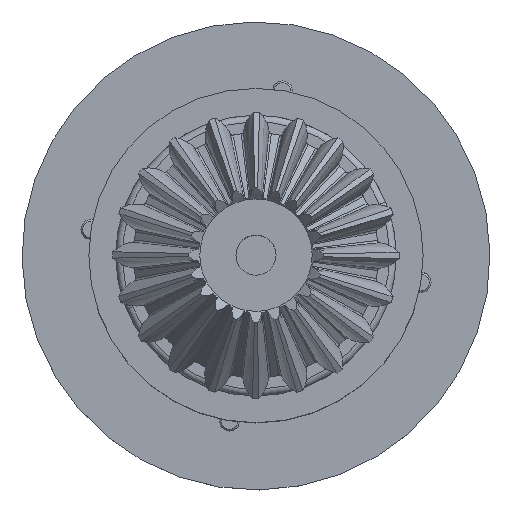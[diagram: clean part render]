
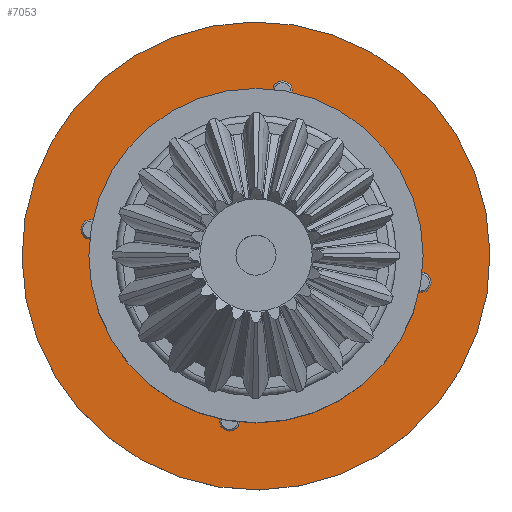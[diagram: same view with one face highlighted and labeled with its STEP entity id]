
A CAD part, top view. The second image highlights one B-rep face of the part: STEP entity #7053.
In plain terms, the highlighted planar face has unit normal (0, 0, 1).
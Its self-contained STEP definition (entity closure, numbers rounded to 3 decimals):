
#6 = FACE_BOUND ( 'NONE', #718, .T. ) ;
#60 = DIRECTION ( 'NONE',  ( 0., 0., 1. ) ) ;
#312 = DIRECTION ( 'NONE',  ( 0., 0., 1. ) ) ;
#346 = DIRECTION ( 'NONE',  ( 0., 0., 1. ) ) ;
#374 = CARTESIAN_POINT ( 'NONE',  ( -3.961, -24.684, -9. ) ) ;
#458 = CARTESIAN_POINT ( 'NONE',  ( 23.203, -3.723, -9. ) ) ;
#603 = VERTEX_POINT ( 'NONE', #458 ) ;
#617 = AXIS2_PLACEMENT_3D ( 'NONE', #4862, #60, #9368 ) ;
#715 = DIRECTION ( 'NONE',  ( 0.987, -0.158, 0. ) ) ;
#718 = EDGE_LOOP ( 'NONE', ( #9301, #5664 ) ) ;
#795 = FACE_OUTER_BOUND ( 'NONE', #1883, .T. ) ;
#845 = AXIS2_PLACEMENT_3D ( 'NONE', #2824, #6788, #3902 ) ;
#1045 = AXIS2_PLACEMENT_3D ( 'NONE', #11766, #7902, #5140 ) ;
#1073 = VERTEX_POINT ( 'NONE', #9192 ) ;
#1136 = DIRECTION ( 'NONE',  ( 0.987, -0.158, 0. ) ) ;
#1180 = EDGE_LOOP ( 'NONE', ( #6930, #5761 ) ) ;
#1290 = CARTESIAN_POINT ( 'NONE',  ( -20.735, 3.327, -9. ) ) ;
#1422 = AXIS2_PLACEMENT_3D ( 'NONE', #8732, #346, #7803 ) ;
#1581 = ORIENTED_EDGE ( 'NONE', *, *, #3641, .F. ) ;
#1746 = AXIS2_PLACEMENT_3D ( 'NONE', #6583, #5610, #8490 ) ;
#1883 = EDGE_LOOP ( 'NONE', ( #10879, #1581 ) ) ;
#2038 = AXIS2_PLACEMENT_3D ( 'NONE', #5472, #7255, #715 ) ;
#2226 = DIRECTION ( 'NONE',  ( 0.158, 0.987, 0. ) ) ;
#2253 = ORIENTED_EDGE ( 'NONE', *, *, #4868, .F. ) ;
#2308 = ORIENTED_EDGE ( 'NONE', *, *, #2674, .F. ) ;
#2442 = CARTESIAN_POINT ( 'NONE',  ( 26.165, -4.199, -9. ) ) ;
#2592 = CIRCLE ( 'NONE', #617, 1.5 ) ;
#2622 = CARTESIAN_POINT ( 'NONE',  ( 3.723, 23.203, -9. ) ) ;
#2674 = EDGE_CURVE ( 'NONE', #7651, #9287, #2592, .T. ) ;
#2824 = CARTESIAN_POINT ( 'NONE',  ( 0., 0., -9. ) ) ;
#2956 = EDGE_CURVE ( 'NONE', #9345, #10209, #8450, .T. ) ;
#3076 = CARTESIAN_POINT ( 'NONE',  ( 3.961, 24.684, -9. ) ) ;
#3106 = CIRCLE ( 'NONE', #1746, 21. ) ;
#3602 = VERTEX_POINT ( 'NONE', #2622 ) ;
#3614 = DIRECTION ( 'NONE',  ( 0.987, -0.158, 0. ) ) ;
#3641 = EDGE_CURVE ( 'NONE', #9555, #1073, #6890, .T. ) ;
#3710 = CIRCLE ( 'NONE', #11523, 1.5 ) ;
#3826 = AXIS2_PLACEMENT_3D ( 'NONE', #11246, #7613, #4787 ) ;
#3902 = DIRECTION ( 'NONE',  ( 0.987, -0.158, 0. ) ) ;
#4027 = DIRECTION ( 'NONE',  ( 0.987, -0.158, 0. ) ) ;
#4053 = EDGE_CURVE ( 'NONE', #9287, #7651, #11007, .T. ) ;
#4374 = ORIENTED_EDGE ( 'NONE', *, *, #4053, .F. ) ;
#4509 = CARTESIAN_POINT ( 'NONE',  ( 0., 0., -9. ) ) ;
#4525 = CIRCLE ( 'NONE', #6082, 1.5 ) ;
#4728 = AXIS2_PLACEMENT_3D ( 'NONE', #6571, #6634, #1136 ) ;
#4787 = DIRECTION ( 'NONE',  ( -0.987, 0.158, 0. ) ) ;
#4827 = VERTEX_POINT ( 'NONE', #1290 ) ;
#4840 = AXIS2_PLACEMENT_3D ( 'NONE', #3076, #7719, #2226 ) ;
#4862 = CARTESIAN_POINT ( 'NONE',  ( -3.961, -24.684, -9. ) ) ;
#4868 = EDGE_CURVE ( 'NONE', #8381, #603, #4525, .T. ) ;
#5140 = DIRECTION ( 'NONE',  ( 0.158, 0.987, 0. ) ) ;
#5210 = VERTEX_POINT ( 'NONE', #10583 ) ;
#5340 = CIRCLE ( 'NONE', #2038, 21. ) ;
#5429 = FACE_BOUND ( 'NONE', #5589, .T. ) ;
#5472 = CARTESIAN_POINT ( 'NONE',  ( 0., 0., -9. ) ) ;
#5489 = EDGE_CURVE ( 'NONE', #7134, #3602, #8845, .T. ) ;
#5589 = EDGE_LOOP ( 'NONE', ( #4374, #2308 ) ) ;
#5610 = DIRECTION ( 'NONE',  ( 0., 0., -1. ) ) ;
#5615 = PLANE ( 'NONE',  #11816 ) ;
#5664 = ORIENTED_EDGE ( 'NONE', *, *, #2956, .F. ) ;
#5728 = CIRCLE ( 'NONE', #845, 35. ) ;
#5743 = CARTESIAN_POINT ( 'NONE',  ( 4.199, 26.165, -9. ) ) ;
#5761 = ORIENTED_EDGE ( 'NONE', *, *, #9596, .T. ) ;
#6057 = EDGE_CURVE ( 'NONE', #1073, #9555, #5728, .T. ) ;
#6082 = AXIS2_PLACEMENT_3D ( 'NONE', #7394, #8308, #9186 ) ;
#6299 = EDGE_CURVE ( 'NONE', #5210, #4827, #5340, .T. ) ;
#6571 = CARTESIAN_POINT ( 'NONE',  ( 0., 0., -9. ) ) ;
#6583 = CARTESIAN_POINT ( 'NONE',  ( 0., 0., -9. ) ) ;
#6634 = DIRECTION ( 'NONE',  ( 0., 0., -1. ) ) ;
#6678 = DIRECTION ( 'NONE',  ( 0., 0., 1. ) ) ;
#6788 = DIRECTION ( 'NONE',  ( 0., 0., -1. ) ) ;
#6890 = CIRCLE ( 'NONE', #4728, 35. ) ;
#6930 = ORIENTED_EDGE ( 'NONE', *, *, #6299, .T. ) ;
#7053 = ADVANCED_FACE ( 'NONE', ( #11210, #7339, #11088, #5429, #6, #795 ), #5615, .F. ) ;
#7134 = VERTEX_POINT ( 'NONE', #5743 ) ;
#7255 = DIRECTION ( 'NONE',  ( 0., 0., -1. ) ) ;
#7339 = FACE_BOUND ( 'NONE', #9302, .T. ) ;
#7394 = CARTESIAN_POINT ( 'NONE',  ( 24.684, -3.961, -9. ) ) ;
#7613 = DIRECTION ( 'NONE',  ( 0., 0., 1. ) ) ;
#7651 = VERTEX_POINT ( 'NONE', #7967 ) ;
#7719 = DIRECTION ( 'NONE',  ( 0., 0., 1. ) ) ;
#7797 = ORIENTED_EDGE ( 'NONE', *, *, #11550, .F. ) ;
#7803 = DIRECTION ( 'NONE',  ( -0.987, 0.158, 0. ) ) ;
#7902 = DIRECTION ( 'NONE',  ( 0., 0., 1. ) ) ;
#7967 = CARTESIAN_POINT ( 'NONE',  ( -3.723, -23.203, -9. ) ) ;
#8245 = CARTESIAN_POINT ( 'NONE',  ( -34.558, 5.545, -9. ) ) ;
#8249 = DIRECTION ( 'NONE',  ( 0., 0., -1. ) ) ;
#8308 = DIRECTION ( 'NONE',  ( 0., 0., 1. ) ) ;
#8381 = VERTEX_POINT ( 'NONE', #2442 ) ;
#8391 = CARTESIAN_POINT ( 'NONE',  ( -26.165, 4.199, -9. ) ) ;
#8450 = CIRCLE ( 'NONE', #1422, 1.5 ) ;
#8488 = EDGE_CURVE ( 'NONE', #10209, #9345, #9313, .T. ) ;
#8490 = DIRECTION ( 'NONE',  ( 0.987, -0.158, 0. ) ) ;
#8732 = CARTESIAN_POINT ( 'NONE',  ( -24.684, 3.961, -9. ) ) ;
#8845 = CIRCLE ( 'NONE', #1045, 1.5 ) ;
#9186 = DIRECTION ( 'NONE',  ( 0.987, -0.158, 0. ) ) ;
#9192 = CARTESIAN_POINT ( 'NONE',  ( 34.558, -5.545, -9. ) ) ;
#9287 = VERTEX_POINT ( 'NONE', #11525 ) ;
#9301 = ORIENTED_EDGE ( 'NONE', *, *, #8488, .F. ) ;
#9302 = EDGE_LOOP ( 'NONE', ( #11488, #7797 ) ) ;
#9313 = CIRCLE ( 'NONE', #3826, 1.5 ) ;
#9345 = VERTEX_POINT ( 'NONE', #10602 ) ;
#9368 = DIRECTION ( 'NONE',  ( -0.158, -0.987, 0. ) ) ;
#9461 = ORIENTED_EDGE ( 'NONE', *, *, #10427, .F. ) ;
#9555 = VERTEX_POINT ( 'NONE', #8245 ) ;
#9596 = EDGE_CURVE ( 'NONE', #4827, #5210, #3106, .T. ) ;
#10050 = AXIS2_PLACEMENT_3D ( 'NONE', #374, #6678, #10431 ) ;
#10159 = CIRCLE ( 'NONE', #4840, 1.5 ) ;
#10209 = VERTEX_POINT ( 'NONE', #8391 ) ;
#10427 = EDGE_CURVE ( 'NONE', #603, #8381, #3710, .T. ) ;
#10431 = DIRECTION ( 'NONE',  ( -0.158, -0.987, 0. ) ) ;
#10583 = CARTESIAN_POINT ( 'NONE',  ( 20.735, -3.327, -9. ) ) ;
#10602 = CARTESIAN_POINT ( 'NONE',  ( -23.203, 3.723, -9. ) ) ;
#10879 = ORIENTED_EDGE ( 'NONE', *, *, #6057, .F. ) ;
#10939 = EDGE_LOOP ( 'NONE', ( #2253, #9461 ) ) ;
#11007 = CIRCLE ( 'NONE', #10050, 1.5 ) ;
#11088 = FACE_BOUND ( 'NONE', #10939, .T. ) ;
#11210 = FACE_BOUND ( 'NONE', #1180, .T. ) ;
#11246 = CARTESIAN_POINT ( 'NONE',  ( -24.684, 3.961, -9. ) ) ;
#11488 = ORIENTED_EDGE ( 'NONE', *, *, #5489, .F. ) ;
#11523 = AXIS2_PLACEMENT_3D ( 'NONE', #11527, #312, #4027 ) ;
#11525 = CARTESIAN_POINT ( 'NONE',  ( -4.199, -26.165, -9. ) ) ;
#11527 = CARTESIAN_POINT ( 'NONE',  ( 24.684, -3.961, -9. ) ) ;
#11550 = EDGE_CURVE ( 'NONE', #3602, #7134, #10159, .T. ) ;
#11766 = CARTESIAN_POINT ( 'NONE',  ( 3.961, 24.684, -9. ) ) ;
#11816 = AXIS2_PLACEMENT_3D ( 'NONE', #4509, #8249, #3614 ) ;
